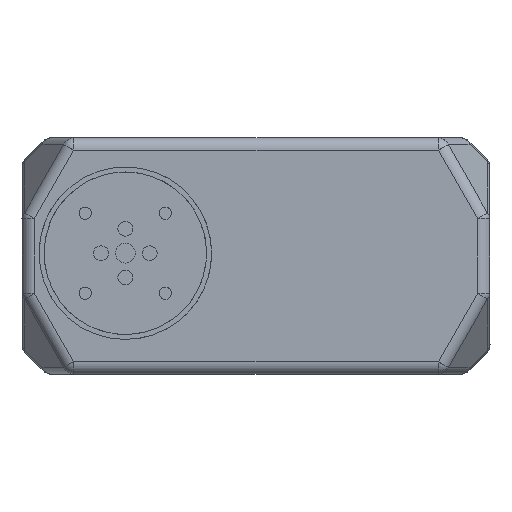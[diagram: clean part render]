
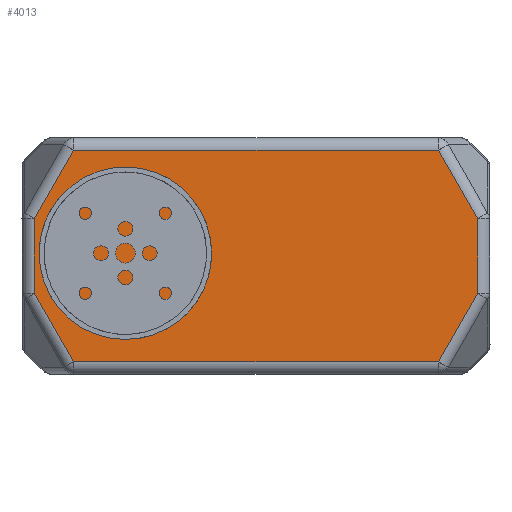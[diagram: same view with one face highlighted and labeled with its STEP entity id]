
A CAD part, left-side view. The second image highlights one B-rep face of the part: STEP entity #4013.
In plain terms, the highlighted planar face has unit normal (-1, 0, 0).
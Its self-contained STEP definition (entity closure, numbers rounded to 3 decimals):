
#449=DIRECTION('',(0.,0.,-1.));
#450=VECTOR('',#449,30.277);
#451=CARTESIAN_POINT('',(374.49,32.012,471.888));
#452=LINE('',#451,#450);
#542=DIRECTION('',(0.,0.496,-0.868));
#543=VECTOR('',#542,32.09);
#544=CARTESIAN_POINT('',(374.491,196.091,499.749));
#545=LINE('',#544,#543);
#546=DIRECTION('',(0.,0.496,0.868));
#547=VECTOR('',#546,32.09);
#548=CARTESIAN_POINT('',(374.49,32.012,471.888));
#549=LINE('',#548,#547);
#550=DIRECTION('',(0.,-0.496,0.868));
#551=VECTOR('',#550,32.09);
#552=CARTESIAN_POINT('',(374.49,47.933,413.749));
#553=LINE('',#552,#551);
#554=DIRECTION('',(0.,-0.496,-0.868));
#555=VECTOR('',#554,32.09);
#556=CARTESIAN_POINT('',(374.491,212.012,441.61));
#557=LINE('',#556,#555);
#647=DIRECTION('',(0.,0.,1.));
#648=VECTOR('',#647,30.277);
#649=CARTESIAN_POINT('',(374.491,212.012,441.61));
#650=LINE('',#649,#648);
#753=DIRECTION('',(0.,1.,0.));
#754=VECTOR('',#753,148.158);
#755=CARTESIAN_POINT('',(374.49,47.933,413.749));
#756=LINE('',#755,#754);
#2549=DIRECTION('',(0.,-1.,0.));
#2550=VECTOR('',#2549,148.158);
#2551=CARTESIAN_POINT('',(374.491,196.091,499.749));
#2552=LINE('',#2551,#2550);
#3133=CARTESIAN_POINT('',(374.49,47.933,413.749));
#3135=VERTEX_POINT('',#3133);
#3140=CARTESIAN_POINT('',(374.49,32.012,441.611));
#3141=VERTEX_POINT('',#3140);
#3154=CARTESIAN_POINT('',(374.49,47.933,499.749));
#3156=VERTEX_POINT('',#3154);
#3206=CARTESIAN_POINT('',(374.491,196.091,413.749));
#3207=VERTEX_POINT('',#3206);
#3208=CARTESIAN_POINT('',(374.491,212.012,441.61));
#3209=VERTEX_POINT('',#3208);
#3216=CARTESIAN_POINT('',(374.491,212.012,471.887));
#3217=VERTEX_POINT('',#3216);
#3219=CARTESIAN_POINT('',(374.491,196.091,499.749));
#3221=VERTEX_POINT('',#3219);
#3224=CARTESIAN_POINT('',(374.49,32.012,471.888));
#3225=VERTEX_POINT('',#3224);
#3992=CARTESIAN_POINT('',(374.49,27.012,408.75));
#3993=DIRECTION('',(-1.,0.,0.));
#3994=DIRECTION('',(0.,0.,1.));
#3995=AXIS2_PLACEMENT_3D('',#3992,#3993,#3994);
#3996=PLANE('',#3995);
#3998=ORIENTED_EDGE('',*,*,#3997,.F.);
#4000=ORIENTED_EDGE('',*,*,#3999,.T.);
#4001=ORIENTED_EDGE('',*,*,#3983,.F.);
#4002=ORIENTED_EDGE('',*,*,#3867,.T.);
#4004=ORIENTED_EDGE('',*,*,#4003,.F.);
#4006=ORIENTED_EDGE('',*,*,#4005,.T.);
#4008=ORIENTED_EDGE('',*,*,#4007,.F.);
#4010=ORIENTED_EDGE('',*,*,#4009,.T.);
#4011=EDGE_LOOP('',(#3998,#4000,#4001,#4002,#4004,#4006,#4008,#4010));
#4012=FACE_OUTER_BOUND('',#4011,.F.);
#4013=ADVANCED_FACE('',(#4012),#3996,.T.);
#3867=EDGE_CURVE('',#3225,#3141,#452,.T.);
#3983=EDGE_CURVE('',#3225,#3156,#549,.T.);
#3997=EDGE_CURVE('',#3221,#3217,#545,.T.);
#3999=EDGE_CURVE('',#3221,#3156,#2552,.T.);
#4003=EDGE_CURVE('',#3135,#3141,#553,.T.);
#4005=EDGE_CURVE('',#3135,#3207,#756,.T.);
#4007=EDGE_CURVE('',#3209,#3207,#557,.T.);
#4009=EDGE_CURVE('',#3209,#3217,#650,.T.);
